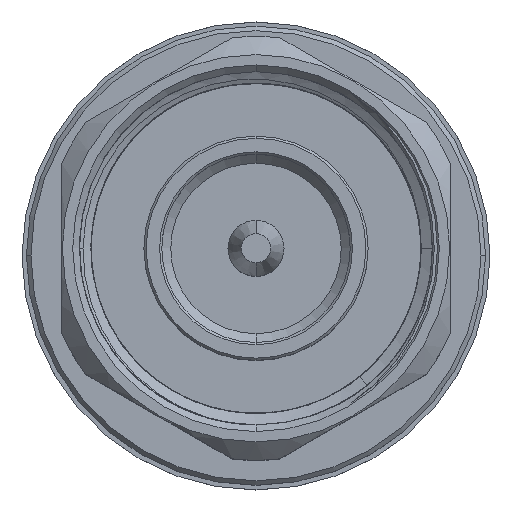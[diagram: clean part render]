
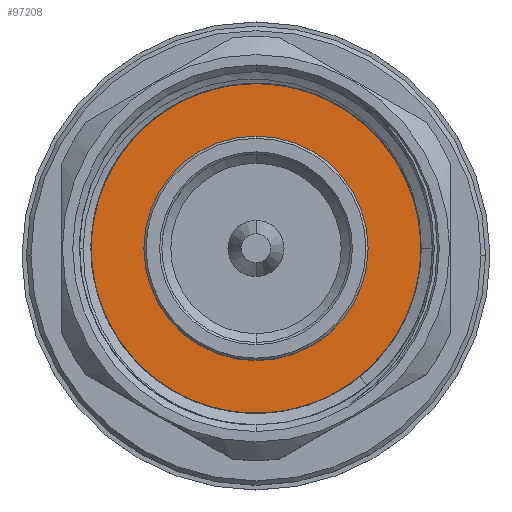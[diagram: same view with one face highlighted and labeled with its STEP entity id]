
A CAD part, top view. The second image highlights one B-rep face of the part: STEP entity #97208.
In plain terms, the highlighted face is planar.
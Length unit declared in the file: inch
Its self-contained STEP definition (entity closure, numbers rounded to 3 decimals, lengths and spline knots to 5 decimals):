
#1130 = CARTESIAN_POINT ( 'NONE',  ( 0.3317, 0.29945, -0.22719 ) ) ;
#1660 = EDGE_LOOP ( 'NONE', ( #96949, #46660 ) ) ;
#1762 = CARTESIAN_POINT ( 'NONE',  ( 0.3317, 0.35974, -0.0927 ) ) ;
#2396 = CARTESIAN_POINT ( 'NONE',  ( 0.3317, -0.00149, -0.38553 ) ) ;
#2404 = ORIENTED_EDGE ( 'NONE', *, *, #44874, .T. ) ;
#4076 = VERTEX_POINT ( 'NONE', #76677 ) ;
#6084 = CARTESIAN_POINT ( 'NONE',  ( 0.3317, 0.36833, 0. ) ) ;
#6133 = DIRECTION ( 'NONE',  ( 0., -1., 0. ) ) ;
#6224 = CARTESIAN_POINT ( 'NONE',  ( 0.3317, 0., 0. ) ) ;
#9276 = CARTESIAN_POINT ( 'NONE',  ( 0.3317, -0.09337, -0.37703 ) ) ;
#15367 = DIRECTION ( 'NONE',  ( 1., 0., 0. ) ) ;
#15775 = CARTESIAN_POINT ( 'NONE',  ( 0.3317, 0., 0. ) ) ;
#16224 = AXIS2_PLACEMENT_3D ( 'NONE', #6224, #15367, #52122 ) ;
#16503 = CARTESIAN_POINT ( 'NONE',  ( 0.3317, 0.25057, -0.28294 ) ) ;
#16817 = CARTESIAN_POINT ( 'NONE',  ( 0.3317, -0.16408, -0.3544 ) ) ;
#17141 = CARTESIAN_POINT ( 'NONE',  ( 0.3317, 0.17602, -0.33744 ) ) ;
#17732 = EDGE_CURVE ( 'NONE', #48480, #21351, #18540, .T. ) ;
#18540 = CIRCLE ( 'NONE', #83502, 0.24999 ) ;
#18873 = EDGE_CURVE ( 'NONE', #21351, #48480, #50294, .T. ) ;
#21351 = VERTEX_POINT ( 'NONE', #47230 ) ;
#22065 = EDGE_CURVE ( 'NONE', #85356, #52160, #86112, .T. ) ;
#22896 = CIRCLE ( 'NONE', #79610, 0.3937 ) ;
#23029 = DIRECTION ( 'NONE',  ( 0., -1., 0. ) ) ;
#23147 = FACE_BOUND ( 'NONE', #1660, .T. ) ;
#23410 = ORIENTED_EDGE ( 'NONE', *, *, #52647, .T. ) ;
#24077 = CARTESIAN_POINT ( 'NONE',  ( 0.3317, 0.34356, -0.14563 ) ) ;
#24388 = CARTESIAN_POINT ( 'NONE',  ( 0.3317, 0.22225, -0.30698 ) ) ;
#24704 = CARTESIAN_POINT ( 'NONE',  ( 0.3317, 0.02643, -0.38387 ) ) ;
#25717 = VERTEX_POINT ( 'NONE', #31806 ) ;
#29398 = EDGE_LOOP ( 'NONE', ( #23410, #60044, #50774, #2404 ) ) ;
#29418 = PLANE ( 'NONE',  #32721 ) ;
#30979 = CARTESIAN_POINT ( 'NONE',  ( 0.3317, 0.07264, -0.37827 ) ) ;
#31290 = CARTESIAN_POINT ( 'NONE',  ( 0.3317, 0.36797, -0.03733 ) ) ;
#31524 = EDGE_CURVE ( 'NONE', #52160, #4076, #61596, .T. ) ;
#31599 = CARTESIAN_POINT ( 'NONE',  ( 0.3317, 0.10823, -0.36857 ) ) ;
#31806 = CARTESIAN_POINT ( 'NONE',  ( 0.3317, 0.3937, 0. ) ) ;
#31913 = CARTESIAN_POINT ( 'NONE',  ( 0.3317, -0.24435, -0.30799 ) ) ;
#32388 = DIRECTION ( 'NONE',  ( -1., 0., 0. ) ) ;
#32721 = AXIS2_PLACEMENT_3D ( 'NONE', #81899, #36938, #6133 ) ;
#33718 = DIRECTION ( 'NONE',  ( 0., -1., 0. ) ) ;
#36938 = DIRECTION ( 'NONE',  ( -1., 0., 0. ) ) ;
#38806 = CARTESIAN_POINT ( 'NONE',  ( 0.3317, -0.05683, -0.38319 ) ) ;
#39741 = CARTESIAN_POINT ( 'NONE',  ( 0.3317, 0.36833, 0. ) ) ;
#43053 = FACE_OUTER_BOUND ( 'NONE', #29398, .T. ) ;
#44874 = EDGE_CURVE ( 'NONE', #4076, #25717, #22896, .T. ) ;
#46564 = DIRECTION ( 'NONE',  ( 1., 0., 0. ) ) ;
#46655 = CARTESIAN_POINT ( 'NONE',  ( 0.3317, 0.36341, -0.07443 ) ) ;
#46660 = ORIENTED_EDGE ( 'NONE', *, *, #18873, .T. ) ;
#47230 = CARTESIAN_POINT ( 'NONE',  ( 0.3317, 0.24999, 0. ) ) ;
#48480 = VERTEX_POINT ( 'NONE', #49567 ) ;
#48811 = CARTESIAN_POINT ( 'NONE',  ( 0.3317, 0., 0. ) ) ;
#49567 = CARTESIAN_POINT ( 'NONE',  ( 0.3317, -0.24999, 0. ) ) ;
#50294 = CIRCLE ( 'NONE', #16224, 0.24999 ) ;
#50774 = ORIENTED_EDGE ( 'NONE', *, *, #31524, .T. ) ;
#50999 = AXIS2_PLACEMENT_3D ( 'NONE', #91147, #32388, #61935 ) ;
#52122 = DIRECTION ( 'NONE',  ( 0., -1., 0. ) ) ;
#52160 = VERTEX_POINT ( 'NONE', #87182 ) ;
#52647 = EDGE_CURVE ( 'NONE', #25717, #85356, #95460, .T. ) ;
#53909 = CARTESIAN_POINT ( 'NONE',  ( 0.3317, 0.32839, -0.17951 ) ) ;
#54225 = CARTESIAN_POINT ( 'NONE',  ( 0.3317, 0.01709, -0.38465 ) ) ;
#54539 = CARTESIAN_POINT ( 'NONE',  ( 0.3317, -0.14696, -0.36127 ) ) ;
#58620 = DIRECTION ( 'NONE',  ( 0., -1., 0. ) ) ;
#60044 = ORIENTED_EDGE ( 'NONE', *, *, #22065, .T. ) ;
#61147 = CARTESIAN_POINT ( 'NONE',  ( 0.3317, -0.19728, -0.33825 ) ) ;
#61463 = CARTESIAN_POINT ( 'NONE',  ( 0.3317, 0.26397, -0.26976 ) ) ;
#61596 = CIRCLE ( 'NONE', #50999, 0.3937 ) ;
#61782 = CARTESIAN_POINT ( 'NONE',  ( 0.3317, -0.11165, -0.37259 ) ) ;
#61935 = DIRECTION ( 'NONE',  ( 0., -1., 0. ) ) ;
#68713 = CARTESIAN_POINT ( 'NONE',  ( 0.3317, 0.34982, -0.12826 ) ) ;
#69656 = CARTESIAN_POINT ( 'NONE',  ( 0.3317, 0.15955, -0.34614 ) ) ;
#69979 = CARTESIAN_POINT ( 'NONE',  ( 0.3317, 0.36886, -0.01871 ) ) ;
#76254 = CARTESIAN_POINT ( 'NONE',  ( 0.3317, 0.31944, -0.19606 ) ) ;
#76571 = CARTESIAN_POINT ( 'NONE',  ( 0.3317, 0.20734, -0.31787 ) ) ;
#76677 = CARTESIAN_POINT ( 'NONE',  ( 0.3317, -0.3937, 0. ) ) ;
#76894 = CARTESIAN_POINT ( 'NONE',  ( 0.3317, -0.21342, -0.32895 ) ) ;
#77203 = CARTESIAN_POINT ( 'NONE',  ( 0.3317, -0.259, -0.29645 ) ) ;
#79610 = AXIS2_PLACEMENT_3D ( 'NONE', #48811, #94742, #33718 ) ;
#80945 = CARTESIAN_POINT ( 'NONE',  ( 0.3317, 0.3937, 0. ) ) ;
#81899 = CARTESIAN_POINT ( 'NONE',  ( 0.3317, 0., 0. ) ) ;
#83465 = CARTESIAN_POINT ( 'NONE',  ( 0.3317, -0.27282, -0.28385 ) ) ;
#83502 = AXIS2_PLACEMENT_3D ( 'NONE', #15775, #46564, #23029 ) ;
#83780 = CARTESIAN_POINT ( 'NONE',  ( 0.3317, -0.01075, -0.38563 ) ) ;
#84098 = CARTESIAN_POINT ( 'NONE',  ( 0.3317, -0.03846, -0.38495 ) ) ;
#84897 = VECTOR ( 'NONE', #58620, 39.37008 ) ;
#85356 = VERTEX_POINT ( 'NONE', #6084 ) ;
#86112 = B_SPLINE_CURVE_WITH_KNOTS ( 'NONE', 3,
 ( #39741, #69979, #31290, #46655, #1762, #68713, #24077, #53909, #76254, #1130, #92250, #61463, #16503, #24388, #76571, #17141, #69656, #31599, #30979, #24704, #54225, #2396, #83780, #84098, #38806, #9276, #61782, #54539, #16817, #61147, #76894, #31913, #77203, #83465 ),
 .UNSPECIFIED., .F., .F.,
 ( 4, 2, 2, 2, 2, 2, 2, 2, 2, 2, 2, 2, 2, 2, 2, 2, 4 ),
 ( 0., 0.00142, 0.00284, 0.00426, 0.00568, 0.0071, 0.00853, 0.00995, 0.01137, 0.01421, 0.01492, 0.01563, 0.01705, 0.01847, 0.01989, 0.02131, 0.02273 ),
 .UNSPECIFIED. ) ;
#87182 = CARTESIAN_POINT ( 'NONE',  ( 0.3317, -0.27282, -0.28385 ) ) ;
#91147 = CARTESIAN_POINT ( 'NONE',  ( 0.3317, 0., 0. ) ) ;
#92250 = CARTESIAN_POINT ( 'NONE',  ( 0.3317, 0.28835, -0.24193 ) ) ;
#94742 = DIRECTION ( 'NONE',  ( -1., 0., 0. ) ) ;
#95460 = LINE ( 'NONE', #80945, #84897 ) ;
#96949 = ORIENTED_EDGE ( 'NONE', *, *, #17732, .T. ) ;
#97208 = ADVANCED_FACE ( 'NONE', ( #43053, #23147 ), #29418, .T. ) ;
